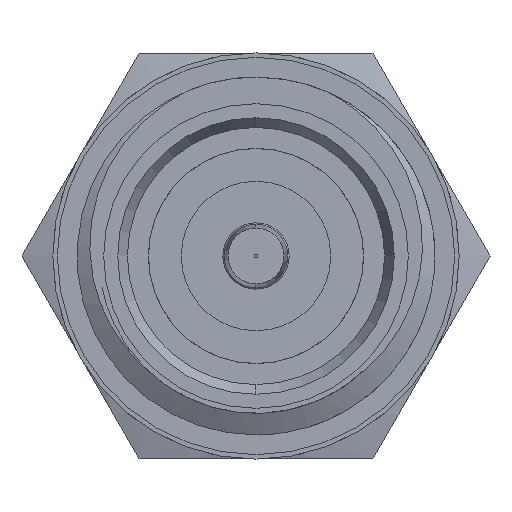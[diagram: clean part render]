
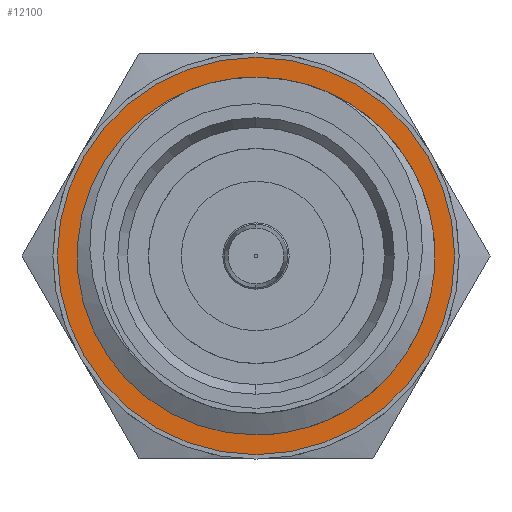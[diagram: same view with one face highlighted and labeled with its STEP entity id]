
A CAD part, left-side view. The second image highlights one B-rep face of the part: STEP entity #12100.
In plain terms, the highlighted planar face has unit normal (-1, 0, 0).
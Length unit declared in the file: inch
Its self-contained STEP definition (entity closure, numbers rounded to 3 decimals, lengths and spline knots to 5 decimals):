
#86 = VERTEX_POINT ( 'NONE', #8379 ) ;
#666 = ORIENTED_EDGE ( 'NONE', *, *, #3841, .F. ) ;
#730 = DIRECTION ( 'NONE',  ( -1., 0., 0. ) ) ;
#874 = DIRECTION ( 'NONE',  ( 0., 0., 1. ) ) ;
#1720 = CIRCLE ( 'NONE', #10491, 0.19291 ) ;
#1740 = EDGE_LOOP ( 'NONE', ( #8183, #4378 ) ) ;
#2933 = CARTESIAN_POINT ( 'NONE',  ( 0.42361, 0., 0. ) ) ;
#3182 = CARTESIAN_POINT ( 'NONE',  ( 0.42361, 0., -0.19291 ) ) ;
#3325 = FACE_OUTER_BOUND ( 'NONE', #1740, .T. ) ;
#3841 = EDGE_CURVE ( 'NONE', #13210, #10210, #8258, .T. ) ;
#4378 = ORIENTED_EDGE ( 'NONE', *, *, #9404, .T. ) ;
#4482 = FACE_BOUND ( 'NONE', #13898, .T. ) ;
#4526 = EDGE_CURVE ( 'NONE', #10210, #13210, #1720, .T. ) ;
#4647 = CARTESIAN_POINT ( 'NONE',  ( 0.42361, -0.19291, 0. ) ) ;
#5518 = DIRECTION ( 'NONE',  ( 0., 0., 1. ) ) ;
#5863 = ORIENTED_EDGE ( 'NONE', *, *, #4526, .F. ) ;
#5917 = VERTEX_POINT ( 'NONE', #12027 ) ;
#6308 = CARTESIAN_POINT ( 'NONE',  ( 0.42361, 0., 0. ) ) ;
#7089 = AXIS2_PLACEMENT_3D ( 'NONE', #4647, #15353, #874 ) ;
#7629 = DIRECTION ( 'NONE',  ( 0., 0., 1. ) ) ;
#7682 = DIRECTION ( 'NONE',  ( -1., 0., 0. ) ) ;
#8085 = AXIS2_PLACEMENT_3D ( 'NONE', #6308, #8797, #7629 ) ;
#8183 = ORIENTED_EDGE ( 'NONE', *, *, #11304, .T. ) ;
#8221 = DIRECTION ( 'NONE',  ( -1., 0., 0. ) ) ;
#8258 = CIRCLE ( 'NONE', #10000, 0.19291 ) ;
#8379 = CARTESIAN_POINT ( 'NONE',  ( 0.42361, 0., 0.25 ) ) ;
#8797 = DIRECTION ( 'NONE',  ( -1., 0., 0. ) ) ;
#9404 = EDGE_CURVE ( 'NONE', #5917, #86, #11556, .T. ) ;
#9838 = CARTESIAN_POINT ( 'NONE',  ( 0.42361, 0., 0. ) ) ;
#9907 = DIRECTION ( 'NONE',  ( 0., 0., 1. ) ) ;
#10000 = AXIS2_PLACEMENT_3D ( 'NONE', #10329, #8221, #10404 ) ;
#10142 = CARTESIAN_POINT ( 'NONE',  ( 0.42361, 0., 0.19291 ) ) ;
#10210 = VERTEX_POINT ( 'NONE', #3182 ) ;
#10329 = CARTESIAN_POINT ( 'NONE',  ( 0.42361, 0., 0. ) ) ;
#10404 = DIRECTION ( 'NONE',  ( 0., 0., 1. ) ) ;
#10491 = AXIS2_PLACEMENT_3D ( 'NONE', #2933, #730, #5518 ) ;
#10536 = PLANE ( 'NONE',  #7089 ) ;
#10848 = CIRCLE ( 'NONE', #8085, 0.25 ) ;
#11304 = EDGE_CURVE ( 'NONE', #86, #5917, #10848, .T. ) ;
#11556 = CIRCLE ( 'NONE', #12563, 0.25 ) ;
#12027 = CARTESIAN_POINT ( 'NONE',  ( 0.42361, 0., -0.25 ) ) ;
#12100 = ADVANCED_FACE ( 'NONE', ( #3325, #4482 ), #10536, .T. ) ;
#12563 = AXIS2_PLACEMENT_3D ( 'NONE', #9838, #7682, #9907 ) ;
#13210 = VERTEX_POINT ( 'NONE', #10142 ) ;
#13898 = EDGE_LOOP ( 'NONE', ( #666, #5863 ) ) ;
#15353 = DIRECTION ( 'NONE',  ( -1., 0., 0. ) ) ;
